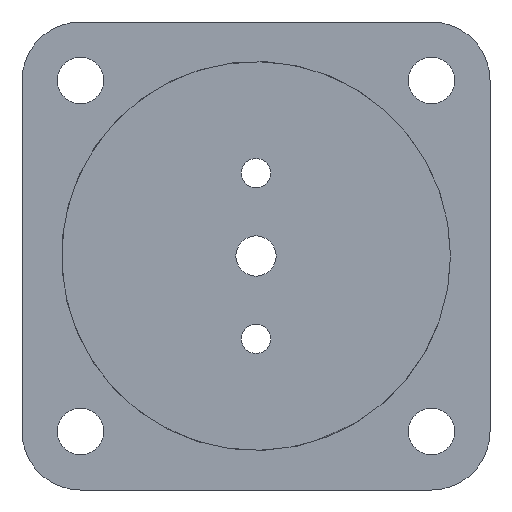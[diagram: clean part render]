
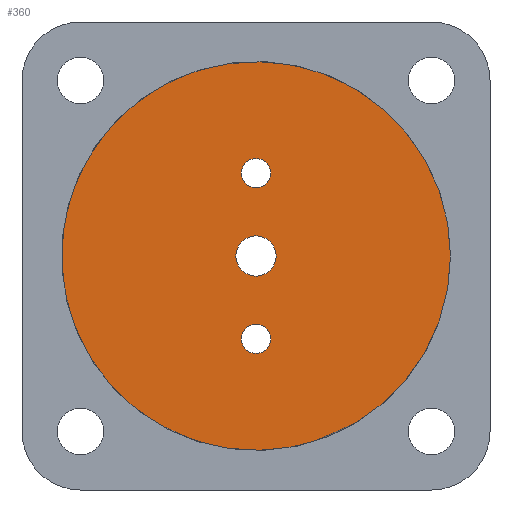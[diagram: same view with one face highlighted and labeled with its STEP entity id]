
A CAD part, front view. The second image highlights one B-rep face of the part: STEP entity #360.
In plain terms, the highlighted planar face has unit normal (0, -1, 0).
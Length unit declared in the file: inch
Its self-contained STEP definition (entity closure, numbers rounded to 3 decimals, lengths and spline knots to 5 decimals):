
#18=PLANE('',#423);
#70=FACE_BOUND('',#133,.T.);
#71=FACE_BOUND('',#134,.T.);
#72=FACE_BOUND('',#135,.T.);
#96=FACE_OUTER_BOUND('',#132,.T.);
#132=EDGE_LOOP('',(#304));
#133=EDGE_LOOP('',(#305));
#134=EDGE_LOOP('',(#306));
#135=EDGE_LOOP('',(#307));
#167=CIRCLE('',#418,0.125);
#168=CIRCLE('',#420,0.125);
#169=CIRCLE('',#422,0.17188);
#170=CIRCLE('',#424,1.6625);
#201=VERTEX_POINT('',#709);
#202=VERTEX_POINT('',#712);
#203=VERTEX_POINT('',#715);
#204=VERTEX_POINT('',#718);
#241=EDGE_CURVE('',#201,#201,#167,.T.);
#242=EDGE_CURVE('',#202,#202,#168,.T.);
#243=EDGE_CURVE('',#203,#203,#169,.T.);
#244=EDGE_CURVE('',#204,#204,#170,.T.);
#304=ORIENTED_EDGE('',*,*,#244,.F.);
#305=ORIENTED_EDGE('',*,*,#241,.T.);
#306=ORIENTED_EDGE('',*,*,#242,.T.);
#307=ORIENTED_EDGE('',*,*,#243,.T.);
#360=ADVANCED_FACE('',(#96,#70,#71,#72),#18,.F.);
#418=AXIS2_PLACEMENT_3D('',#710,#512,#513);
#420=AXIS2_PLACEMENT_3D('',#713,#516,#517);
#422=AXIS2_PLACEMENT_3D('',#716,#520,#521);
#423=AXIS2_PLACEMENT_3D('',#717,#522,#523);
#424=AXIS2_PLACEMENT_3D('',#719,#524,#525);
#512=DIRECTION('center_axis',(0.,1.,0.));
#513=DIRECTION('ref_axis',(-1.,0.,0.));
#516=DIRECTION('center_axis',(0.,1.,0.));
#517=DIRECTION('ref_axis',(-1.,0.,0.));
#520=DIRECTION('center_axis',(0.,1.,0.));
#521=DIRECTION('ref_axis',(-1.,0.,0.));
#522=DIRECTION('center_axis',(0.,1.,0.));
#523=DIRECTION('ref_axis',(0.,0.,1.));
#524=DIRECTION('center_axis',(0.,1.,0.));
#525=DIRECTION('ref_axis',(1.,0.,0.));
#709=CARTESIAN_POINT('',(0.125,1.427,-0.70866));
#710=CARTESIAN_POINT('Origin',(0.,1.427,-0.70866));
#712=CARTESIAN_POINT('',(0.125,1.427,0.70866));
#713=CARTESIAN_POINT('Origin',(0.,1.427,0.70866));
#715=CARTESIAN_POINT('',(0.17188,1.427,0.));
#716=CARTESIAN_POINT('Origin',(0.,1.427,0.));
#717=CARTESIAN_POINT('Origin',(0.,1.427,0.));
#718=CARTESIAN_POINT('',(1.6625,1.427,0.));
#719=CARTESIAN_POINT('Origin',(0.,1.427,0.));
